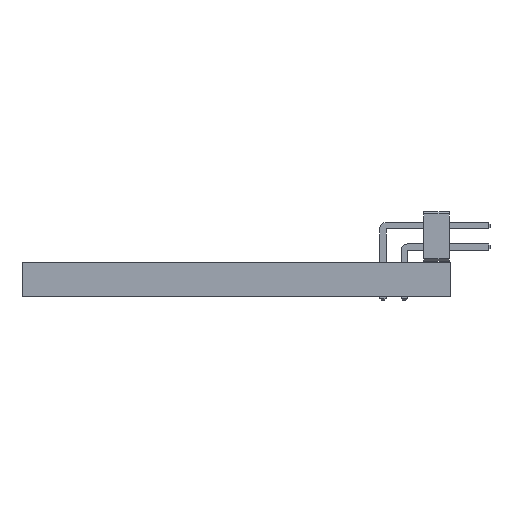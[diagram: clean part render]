
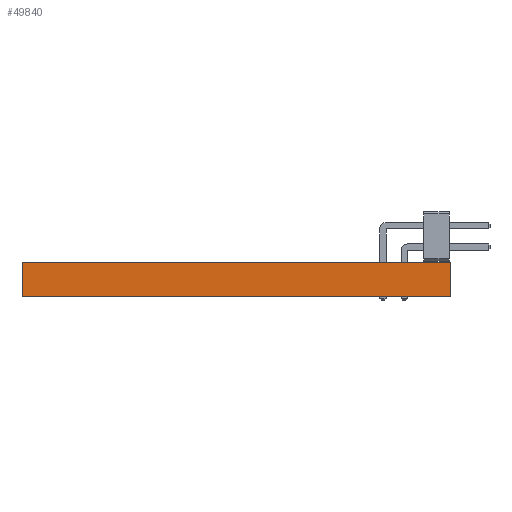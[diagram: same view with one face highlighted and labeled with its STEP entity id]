
A CAD part, left-side view. The second image highlights one B-rep face of the part: STEP entity #49840.
In plain terms, the highlighted planar face has unit normal (-1, 0, 0).
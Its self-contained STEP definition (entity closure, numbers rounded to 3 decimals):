
#49724 = EDGE_CURVE('',#49725,#49727,#49729,.T.);
#49725 = VERTEX_POINT('',#49726);
#49726 = CARTESIAN_POINT('',(90.15,-68.35,0.));
#49727 = VERTEX_POINT('',#49728);
#49728 = CARTESIAN_POINT('',(90.15,-68.35,1.6));
#49729 = SURFACE_CURVE('',#49730,(#49734,#49746),.PCURVE_S1.);
#49730 = LINE('',#49731,#49732);
#49731 = CARTESIAN_POINT('',(90.15,-68.35,0.));
#49732 = VECTOR('',#49733,1.);
#49733 = DIRECTION('',(0.,0.,1.));
#49734 = PCURVE('',#49735,#49740);
#49735 = PLANE('',#49736);
#49736 = AXIS2_PLACEMENT_3D('',#49737,#49738,#49739);
#49737 = CARTESIAN_POINT('',(90.15,-68.35,0.));
#49738 = DIRECTION('',(0.,1.,0.));
#49739 = DIRECTION('',(1.,0.,0.));
#49740 = DEFINITIONAL_REPRESENTATION('',(#49741),#49745);
#49741 = LINE('',#49742,#49743);
#49742 = CARTESIAN_POINT('',(0.,0.));
#49743 = VECTOR('',#49744,1.);
#49744 = DIRECTION('',(0.,-1.));
#49745 = ( GEOMETRIC_REPRESENTATION_CONTEXT(2) 
PARAMETRIC_REPRESENTATION_CONTEXT() REPRESENTATION_CONTEXT('2D SPACE',''
  ) );
#49746 = PCURVE('',#49747,#49752);
#49747 = PLANE('',#49748);
#49748 = AXIS2_PLACEMENT_3D('',#49749,#49750,#49751);
#49749 = CARTESIAN_POINT('',(90.15,-88.35,0.));
#49750 = DIRECTION('',(-1.,0.,0.));
#49751 = DIRECTION('',(0.,1.,0.));
#49752 = DEFINITIONAL_REPRESENTATION('',(#49753),#49757);
#49753 = LINE('',#49754,#49755);
#49754 = CARTESIAN_POINT('',(20.,0.));
#49755 = VECTOR('',#49756,1.);
#49756 = DIRECTION('',(0.,-1.));
#49757 = ( GEOMETRIC_REPRESENTATION_CONTEXT(2) 
PARAMETRIC_REPRESENTATION_CONTEXT() REPRESENTATION_CONTEXT('2D SPACE',''
  ) );
#49775 = PLANE('',#49776);
#49776 = AXIS2_PLACEMENT_3D('',#49777,#49778,#49779);
#49777 = CARTESIAN_POINT('',(140.15,-78.35,1.6));
#49778 = DIRECTION('',(-0.,-0.,-1.));
#49779 = DIRECTION('',(-1.,0.,0.));
#49829 = PLANE('',#49830);
#49830 = AXIS2_PLACEMENT_3D('',#49831,#49832,#49833);
#49831 = CARTESIAN_POINT('',(140.15,-78.35,0.));
#49832 = DIRECTION('',(-0.,-0.,-1.));
#49833 = DIRECTION('',(-1.,0.,0.));
#49840 = ADVANCED_FACE('',(#49841),#49747,.T.);
#49841 = FACE_BOUND('',#49842,.T.);
#49842 = EDGE_LOOP('',(#49843,#49873,#49894,#49895));
#49843 = ORIENTED_EDGE('',*,*,#49844,.T.);
#49844 = EDGE_CURVE('',#49845,#49847,#49849,.T.);
#49845 = VERTEX_POINT('',#49846);
#49846 = CARTESIAN_POINT('',(90.15,-88.35,0.));
#49847 = VERTEX_POINT('',#49848);
#49848 = CARTESIAN_POINT('',(90.15,-88.35,1.6));
#49849 = SURFACE_CURVE('',#49850,(#49854,#49861),.PCURVE_S1.);
#49850 = LINE('',#49851,#49852);
#49851 = CARTESIAN_POINT('',(90.15,-88.35,0.));
#49852 = VECTOR('',#49853,1.);
#49853 = DIRECTION('',(0.,0.,1.));
#49854 = PCURVE('',#49747,#49855);
#49855 = DEFINITIONAL_REPRESENTATION('',(#49856),#49860);
#49856 = LINE('',#49857,#49858);
#49857 = CARTESIAN_POINT('',(0.,0.));
#49858 = VECTOR('',#49859,1.);
#49859 = DIRECTION('',(0.,-1.));
#49860 = ( GEOMETRIC_REPRESENTATION_CONTEXT(2) 
PARAMETRIC_REPRESENTATION_CONTEXT() REPRESENTATION_CONTEXT('2D SPACE',''
  ) );
#49861 = PCURVE('',#49862,#49867);
#49862 = PLANE('',#49863);
#49863 = AXIS2_PLACEMENT_3D('',#49864,#49865,#49866);
#49864 = CARTESIAN_POINT('',(190.15,-88.35,0.));
#49865 = DIRECTION('',(0.,-1.,0.));
#49866 = DIRECTION('',(-1.,0.,0.));
#49867 = DEFINITIONAL_REPRESENTATION('',(#49868),#49872);
#49868 = LINE('',#49869,#49870);
#49869 = CARTESIAN_POINT('',(100.,0.));
#49870 = VECTOR('',#49871,1.);
#49871 = DIRECTION('',(0.,-1.));
#49872 = ( GEOMETRIC_REPRESENTATION_CONTEXT(2) 
PARAMETRIC_REPRESENTATION_CONTEXT() REPRESENTATION_CONTEXT('2D SPACE',''
  ) );
#49873 = ORIENTED_EDGE('',*,*,#49874,.T.);
#49874 = EDGE_CURVE('',#49847,#49727,#49875,.T.);
#49875 = SURFACE_CURVE('',#49876,(#49880,#49887),.PCURVE_S1.);
#49876 = LINE('',#49877,#49878);
#49877 = CARTESIAN_POINT('',(90.15,-88.35,1.6));
#49878 = VECTOR('',#49879,1.);
#49879 = DIRECTION('',(0.,1.,0.));
#49880 = PCURVE('',#49747,#49881);
#49881 = DEFINITIONAL_REPRESENTATION('',(#49882),#49886);
#49882 = LINE('',#49883,#49884);
#49883 = CARTESIAN_POINT('',(0.,-1.6));
#49884 = VECTOR('',#49885,1.);
#49885 = DIRECTION('',(1.,0.));
#49886 = ( GEOMETRIC_REPRESENTATION_CONTEXT(2) 
PARAMETRIC_REPRESENTATION_CONTEXT() REPRESENTATION_CONTEXT('2D SPACE',''
  ) );
#49887 = PCURVE('',#49775,#49888);
#49888 = DEFINITIONAL_REPRESENTATION('',(#49889),#49893);
#49889 = LINE('',#49890,#49891);
#49890 = CARTESIAN_POINT('',(50.,-10.));
#49891 = VECTOR('',#49892,1.);
#49892 = DIRECTION('',(0.,1.));
#49893 = ( GEOMETRIC_REPRESENTATION_CONTEXT(2) 
PARAMETRIC_REPRESENTATION_CONTEXT() REPRESENTATION_CONTEXT('2D SPACE',''
  ) );
#49894 = ORIENTED_EDGE('',*,*,#49724,.F.);
#49895 = ORIENTED_EDGE('',*,*,#49896,.F.);
#49896 = EDGE_CURVE('',#49845,#49725,#49897,.T.);
#49897 = SURFACE_CURVE('',#49898,(#49902,#49909),.PCURVE_S1.);
#49898 = LINE('',#49899,#49900);
#49899 = CARTESIAN_POINT('',(90.15,-88.35,0.));
#49900 = VECTOR('',#49901,1.);
#49901 = DIRECTION('',(0.,1.,0.));
#49902 = PCURVE('',#49747,#49903);
#49903 = DEFINITIONAL_REPRESENTATION('',(#49904),#49908);
#49904 = LINE('',#49905,#49906);
#49905 = CARTESIAN_POINT('',(0.,0.));
#49906 = VECTOR('',#49907,1.);
#49907 = DIRECTION('',(1.,0.));
#49908 = ( GEOMETRIC_REPRESENTATION_CONTEXT(2) 
PARAMETRIC_REPRESENTATION_CONTEXT() REPRESENTATION_CONTEXT('2D SPACE',''
  ) );
#49909 = PCURVE('',#49829,#49910);
#49910 = DEFINITIONAL_REPRESENTATION('',(#49911),#49915);
#49911 = LINE('',#49912,#49913);
#49912 = CARTESIAN_POINT('',(50.,-10.));
#49913 = VECTOR('',#49914,1.);
#49914 = DIRECTION('',(0.,1.));
#49915 = ( GEOMETRIC_REPRESENTATION_CONTEXT(2) 
PARAMETRIC_REPRESENTATION_CONTEXT() REPRESENTATION_CONTEXT('2D SPACE',''
  ) );
